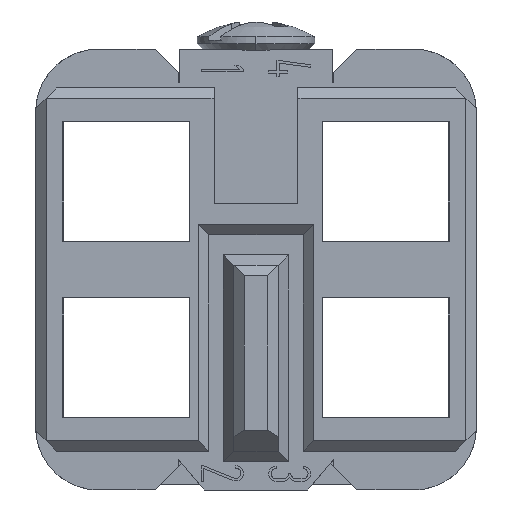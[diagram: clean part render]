
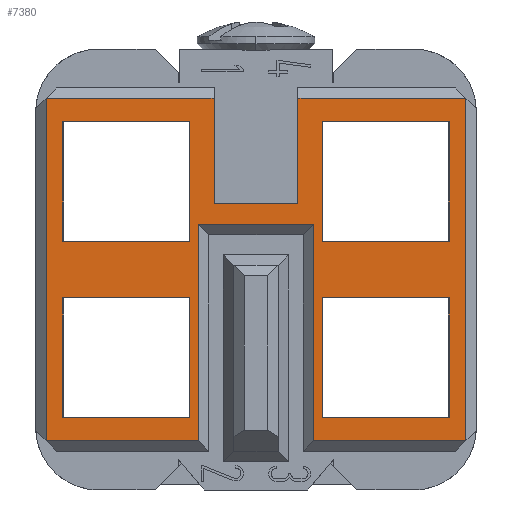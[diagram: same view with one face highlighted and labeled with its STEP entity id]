
A CAD part, front view. The second image highlights one B-rep face of the part: STEP entity #7380.
In plain terms, the highlighted planar face has unit normal (0, -1, 0).
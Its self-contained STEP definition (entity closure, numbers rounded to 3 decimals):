
#1500=CARTESIAN_POINT('',(-9.184,0.,
6.862));
#1510=DIRECTION('',(0.,0.,-1.));
#1520=VECTOR('',#1510,1.);
#1530=LINE('',#1500,#1520);
#1540=CARTESIAN_POINT('',(-9.184,0.,
6.862));
#1550=VERTEX_POINT('',#1540);
#1560=CARTESIAN_POINT('',(-9.184,0.,
1.162));
#1570=VERTEX_POINT('',#1560);
#1580=EDGE_CURVE('',#1550,#1570,#1530,.T.);
#4900=CARTESIAN_POINT('',(10.016,0.,7.962))
;
#4910=VERTEX_POINT('',#4900);
#5180=CARTESIAN_POINT('',(2.966,0.,-3.188)
);
#5190=DIRECTION('',(0.,-1.,0.));
#5200=DIRECTION('',(0.,0.,-1.));
#5210=AXIS2_PLACEMENT_3D('',#5180,#5190,#5200);
#5220=PLANE('',#5210);
#5230=CARTESIAN_POINT('',(3.166,0.,-1.538
));
#5240=DIRECTION('',(1.,0.,0.));
#5250=VECTOR('',#5240,1.);
#5260=LINE('',#5230,#5250);
#5270=CARTESIAN_POINT('',(3.166,0.,-1.538
));
#5280=VERTEX_POINT('',#5270);
#5290=CARTESIAN_POINT('',(9.216,0.,-1.538
));
#5300=VERTEX_POINT('',#5290);
#5310=EDGE_CURVE('',#5280,#5300,#5260,.T.);
#5320=ORIENTED_EDGE('',*,*,#5310,.T.);
#5330=CARTESIAN_POINT('',(3.166,0.,-7.238
));
#5340=DIRECTION('',(0.,0.,1.));
#5350=VECTOR('',#5340,1.);
#5360=LINE('',#5330,#5350);
#5370=CARTESIAN_POINT('',(3.166,0.,-7.238
));
#5380=VERTEX_POINT('',#5370);
#5390=EDGE_CURVE('',#5380,#5280,#5360,.T.);
#5400=ORIENTED_EDGE('',*,*,#5390,.T.);
#5410=CARTESIAN_POINT('',(10.516,0.,-7.238
));
#5420=DIRECTION('',(-1.,0.,0.));
#5430=VECTOR('',#5420,1.);
#5440=LINE('',#5410,#5430);
#5450=CARTESIAN_POINT('',(9.216,0.,-7.238
));
#5460=VERTEX_POINT('',#5450);
#5470=EDGE_CURVE('',#5460,#5380,#5440,.T.);
#5480=ORIENTED_EDGE('',*,*,#5470,.T.);
#5490=CARTESIAN_POINT('',(9.216,0.,6.862)
);
#5500=DIRECTION('',(0.,0.,-1.));
#5510=VECTOR('',#5500,1.);
#5520=LINE('',#5490,#5510);
#5530=EDGE_CURVE('',#5300,#5460,#5520,.T.);
#5540=ORIENTED_EDGE('',*,*,#5530,.T.);
#5550=EDGE_LOOP('',(#5540,#5480,#5400,#5320));
#5560=FACE_BOUND('',#5550,.T.);
#5570=CARTESIAN_POINT('',(-3.134,0.,1.162
));
#5580=DIRECTION('',(-1.,0.,0.));
#5590=VECTOR('',#5580,1.);
#5600=LINE('',#5570,#5590);
#5610=CARTESIAN_POINT('',(-3.134,0.,1.162
));
#5620=VERTEX_POINT('',#5610);
#5630=EDGE_CURVE('',#5620,#1570,#5600,.T.);
#5640=ORIENTED_EDGE('',*,*,#5630,.T.);
#5650=CARTESIAN_POINT('',(-3.134,0.,6.862
));
#5660=DIRECTION('',(0.,0.,-1.));
#5670=VECTOR('',#5660,1.);
#5680=LINE('',#5650,#5670);
#5690=CARTESIAN_POINT('',(-3.134,0.,6.862
));
#5700=VERTEX_POINT('',#5690);
#5710=EDGE_CURVE('',#5700,#5620,#5680,.T.);
#5720=ORIENTED_EDGE('',*,*,#5710,.T.);
#5730=CARTESIAN_POINT('',(-10.484,0.,6.862
));
#5740=DIRECTION('',(1.,0.,0.));
#5750=VECTOR('',#5740,1.);
#5760=LINE('',#5730,#5750);
#5770=EDGE_CURVE('',#1550,#5700,#5760,.T.);
#5780=ORIENTED_EDGE('',*,*,#5770,.T.);
#5790=ORIENTED_EDGE('',*,*,#1580,.F.);
#5800=EDGE_LOOP('',(#5790,#5780,#5720,#5640));
#5810=FACE_BOUND('',#5800,.T.);
#5820=CARTESIAN_POINT('',(9.216,0.,6.862)
);
#5830=VERTEX_POINT('',#5820);
#5840=CARTESIAN_POINT('',(9.216,0.,1.162)
);
#5850=VERTEX_POINT('',#5840);
#5860=EDGE_CURVE('',#5830,#5850,#5520,.T.);
#5870=ORIENTED_EDGE('',*,*,#5860,.T.);
#5880=CARTESIAN_POINT('',(3.166,0.,6.862)
);
#5890=DIRECTION('',(1.,0.,0.));
#5900=VECTOR('',#5890,1.);
#5910=LINE('',#5880,#5900);
#5920=CARTESIAN_POINT('',(3.166,0.,6.862)
);
#5930=VERTEX_POINT('',#5920);
#5940=EDGE_CURVE('',#5930,#5830,#5910,.T.);
#5950=ORIENTED_EDGE('',*,*,#5940,.T.);
#5960=CARTESIAN_POINT('',(3.166,0.,1.162)
);
#5970=DIRECTION('',(0.,0.,1.));
#5980=VECTOR('',#5970,1.);
#5990=LINE('',#5960,#5980);
#6000=CARTESIAN_POINT('',(3.166,0.,1.162)
);
#6010=VERTEX_POINT('',#6000);
#6020=EDGE_CURVE('',#6010,#5930,#5990,.T.);
#6030=ORIENTED_EDGE('',*,*,#6020,.T.);
#6040=CARTESIAN_POINT('',(10.516,0.,1.162)
);
#6050=DIRECTION('',(-1.,0.,0.));
#6060=VECTOR('',#6050,1.);
#6070=LINE('',#6040,#6060);
#6080=EDGE_CURVE('',#5850,#6010,#6070,.T.);
#6090=ORIENTED_EDGE('',*,*,#6080,.T.);
#6100=EDGE_LOOP('',(#6090,#6030,#5950,#5870));
#6110=FACE_BOUND('',#6100,.T.);
#6120=CARTESIAN_POINT('',(-3.134,0.,
-7.238));
#6130=DIRECTION('',(-1.,0.,0.));
#6140=VECTOR('',#6130,1.);
#6150=LINE('',#6120,#6140);
#6160=CARTESIAN_POINT('',(-3.134,0.,
-7.238));
#6170=VERTEX_POINT('',#6160);
#6180=CARTESIAN_POINT('',(-9.184,0.,
-7.238));
#6190=VERTEX_POINT('',#6180);
#6200=EDGE_CURVE('',#6170,#6190,#6150,.T.);
#6210=ORIENTED_EDGE('',*,*,#6200,.T.);
#6220=CARTESIAN_POINT('',(-3.134,0.,
-1.538));
#6230=DIRECTION('',(0.,0.,-1.));
#6240=VECTOR('',#6230,1.);
#6250=LINE('',#6220,#6240);
#6260=CARTESIAN_POINT('',(-3.134,0.,
-1.538));
#6270=VERTEX_POINT('',#6260);
#6280=EDGE_CURVE('',#6270,#6170,#6250,.T.);
#6290=ORIENTED_EDGE('',*,*,#6280,.T.);
#6300=CARTESIAN_POINT('',(-10.484,0.,
-1.538));
#6310=DIRECTION('',(1.,0.,0.));
#6320=VECTOR('',#6310,1.);
#6330=LINE('',#6300,#6320);
#6340=CARTESIAN_POINT('',(-9.184,0.,
-1.538));
#6350=VERTEX_POINT('',#6340);
#6360=EDGE_CURVE('',#6350,#6270,#6330,.T.);
#6370=ORIENTED_EDGE('',*,*,#6360,.T.);
#6380=EDGE_CURVE('',#6350,#6190,#1530,.T.);
#6390=ORIENTED_EDGE('',*,*,#6380,.F.);
#6400=EDGE_LOOP('',(#6390,#6370,#6290,#6210));
#6410=FACE_BOUND('',#6400,.T.);
#6420=CARTESIAN_POINT('',(0.,0.,7.962));
#6430=DIRECTION('',(-1.,0.,0.));
#6440=VECTOR('',#6430,1.);
#6450=LINE('',#6420,#6440);
#6460=CARTESIAN_POINT('',(-1.984,0.,
7.962));
#6470=VERTEX_POINT('',#6460);
#6480=CARTESIAN_POINT('',(-9.984,0.,
7.962));
#6490=VERTEX_POINT('',#6480);
#6500=EDGE_CURVE('',#6470,#6490,#6450,.T.);
#6510=ORIENTED_EDGE('',*,*,#6500,.T.);
#6520=CARTESIAN_POINT('',(-1.984,0.,2.962)
);
#6530=DIRECTION('',(0.,0.,1.));
#6540=VECTOR('',#6530,1.);
#6550=LINE('',#6520,#6540);
#6560=CARTESIAN_POINT('',(-1.984,0.,2.962)
);
#6570=VERTEX_POINT('',#6560);
#6580=EDGE_CURVE('',#6570,#6470,#6550,.T.);
#6590=ORIENTED_EDGE('',*,*,#6580,.T.);
#6600=CARTESIAN_POINT('',(2.016,0.,2.962))
;
#6610=DIRECTION('',(-1.,0.,0.));
#6620=VECTOR('',#6610,1.);
#6630=LINE('',#6600,#6620);
#6640=CARTESIAN_POINT('',(2.016,0.,2.962))
;
#6650=VERTEX_POINT('',#6640);
#6660=EDGE_CURVE('',#6650,#6570,#6630,.T.);
#6670=ORIENTED_EDGE('',*,*,#6660,.T.);
#6680=CARTESIAN_POINT('',(2.016,0.,8.462))
;
#6690=DIRECTION('',(0.,0.,-1.));
#6700=VECTOR('',#6690,1.);
#6710=LINE('',#6680,#6700);
#6720=CARTESIAN_POINT('',(2.016,0.,7.962))
;
#6730=VERTEX_POINT('',#6720);
#6740=EDGE_CURVE('',#6730,#6650,#6710,.T.);
#6750=ORIENTED_EDGE('',*,*,#6740,.T.);
#6760=CARTESIAN_POINT('',(0.,0.,7.962));
#6770=DIRECTION('',(-1.,0.,0.));
#6780=VECTOR('',#6770,1.);
#6790=LINE('',#6760,#6780);
#6800=EDGE_CURVE('',#4910,#6730,#6790,.T.);
#6810=ORIENTED_EDGE('',*,*,#6800,.T.);
#6820=CARTESIAN_POINT('',(10.016,0.,-0.188)
);
#6830=DIRECTION('',(0.,0.,-1.));
#6840=VECTOR('',#6830,1.);
#6850=LINE('',#6820,#6840);
#6860=CARTESIAN_POINT('',(10.016,0.,-8.338)
);
#6870=VERTEX_POINT('',#6860);
#6880=EDGE_CURVE('',#4910,#6870,#6850,.T.);
#6890=ORIENTED_EDGE('',*,*,#6880,.F.);
#6900=CARTESIAN_POINT('',(0.,0.,-8.338));
#6910=DIRECTION('',(1.,0.,0.));
#6920=VECTOR('',#6910,1.);
#6930=LINE('',#6900,#6920);
#6940=CARTESIAN_POINT('',(2.766,0.,-8.338)
);
#6950=VERTEX_POINT('',#6940);
#6960=EDGE_CURVE('',#6950,#6870,#6930,.T.);
#6970=ORIENTED_EDGE('',*,*,#6960,.T.);
#6980=CARTESIAN_POINT('',(2.766,0.,-3.688)
);
#6990=DIRECTION('',(0.,0.,-1.));
#7000=VECTOR('',#6990,1.);
#7010=LINE('',#6980,#7000);
#7020=CARTESIAN_POINT('',(2.766,0.,1.962))
;
#7030=VERTEX_POINT('',#7020);
#7040=EDGE_CURVE('',#7030,#6950,#7010,.T.);
#7050=ORIENTED_EDGE('',*,*,#7040,.T.);
#7060=CARTESIAN_POINT('',(0.016,0.,
1.962));
#7070=DIRECTION('',(1.,0.,0.));
#7080=VECTOR('',#7070,1.);
#7090=LINE('',#7060,#7080);
#7100=CARTESIAN_POINT('',(-2.734,0.,1.962)
);
#7110=VERTEX_POINT('',#7100);
#7120=EDGE_CURVE('',#7110,#7030,#7090,.T.);
#7130=ORIENTED_EDGE('',*,*,#7120,.T.);
#7140=CARTESIAN_POINT('',(-2.734,0.,-3.688
));
#7150=DIRECTION('',(0.,0.,1.));
#7160=VECTOR('',#7150,1.);
#7170=LINE('',#7140,#7160);
#7180=CARTESIAN_POINT('',(-2.734,0.,-8.338
));
#7190=VERTEX_POINT('',#7180);
#7200=EDGE_CURVE('',#7190,#7110,#7170,.T.);
#7210=ORIENTED_EDGE('',*,*,#7200,.T.);
#7220=CARTESIAN_POINT('',(0.,0.,-8.338));
#7230=DIRECTION('',(1.,0.,0.));
#7240=VECTOR('',#7230,1.);
#7250=LINE('',#7220,#7240);
#7260=CARTESIAN_POINT('',(-9.984,0.,-8.338)
);
#7270=VERTEX_POINT('',#7260);
#7280=EDGE_CURVE('',#7270,#7190,#7250,.T.);
#7290=ORIENTED_EDGE('',*,*,#7280,.T.);
#7300=CARTESIAN_POINT('',(-9.984,0.,-0.188)
);
#7310=DIRECTION('',(0.,0.,1.));
#7320=VECTOR('',#7310,1.);
#7330=LINE('',#7300,#7320);
#7340=EDGE_CURVE('',#7270,#6490,#7330,.T.);
#7350=ORIENTED_EDGE('',*,*,#7340,.F.);
#7360=EDGE_LOOP('',(#7350,#7290,#7210,#7130,#7050,#6970,#6890,#6810,
#6750,#6670,#6590,#6510));
#7370=FACE_OUTER_BOUND('',#7360,.T.);
#7380=ADVANCED_FACE('',(#5560,#5810,#6110,#6410,#7370),#5220,.T.);
